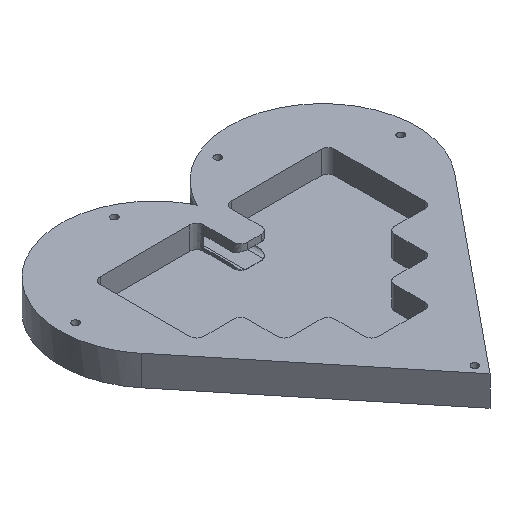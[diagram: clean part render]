
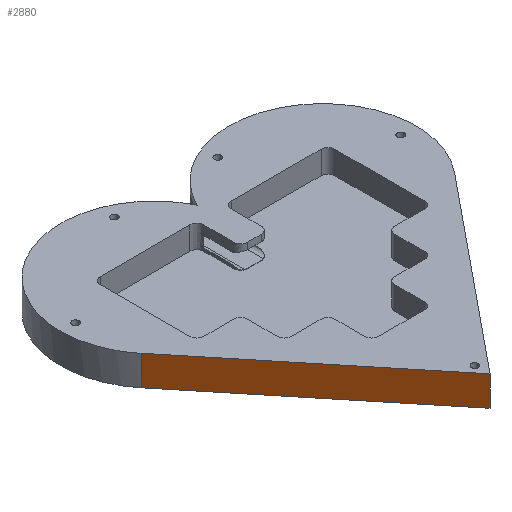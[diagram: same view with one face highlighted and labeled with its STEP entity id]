
A CAD part, isometric view. The second image highlights one B-rep face of the part: STEP entity #2880.
In plain terms, the highlighted free-form (B-spline) face has degree [1, 1] with [2, 2] control points.
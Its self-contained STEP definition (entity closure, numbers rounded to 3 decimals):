
#3 = CARTESIAN_POINT ('', (-14538.015, 8322.038, 13.));
#4 = VERTEX_POINT ('', #3);
#57 = CARTESIAN_POINT ('', (-14469.846, 8238.429, 13.));
#58 = VERTEX_POINT ('', #57);
#59 = CARTESIAN_POINT ('', (-14538.015, 8322.038, 13.));
#60 = CARTESIAN_POINT ('', (-14515.292, 8294.168, 13.));
#61 = CARTESIAN_POINT ('', (-14492.569, 8266.299, 13.));
#62 = CARTESIAN_POINT ('', (-14469.846, 8238.429, 13.));
#63 = B_SPLINE_CURVE_WITH_KNOTS ('', 3, (#59, #60, #61, #62), .UNSPECIFIED., .F., .U., (4, 4), (0., 1.), .UNSPECIFIED.);
#64 = EDGE_CURVE ('', #4, #58, #63, .T.);
#2558 = CARTESIAN_POINT ('', (-14538.015, 8322.038, 0.));
#2559 = VERTEX_POINT ('', #2558);
#2612 = CARTESIAN_POINT ('', (-14538.015, 8322.038, 0.));
#2613 = CARTESIAN_POINT ('', (-14538.015, 8322.038, 13.));
#2614 = B_SPLINE_CURVE_WITH_KNOTS ('', 1, (#2612, #2613), .UNSPECIFIED., .F., .U., (2, 2), (0., 1.), .UNSPECIFIED.);
#2615 = EDGE_CURVE ('', #2559, #4, #2614, .T.);
#2831 = CARTESIAN_POINT ('', (-14469.846, 8238.429, 0.));
#2832 = VERTEX_POINT ('', #2831);
#2838 = CARTESIAN_POINT ('', (-14469.846, 8238.429, 0.));
#2839 = CARTESIAN_POINT ('', (-14492.569, 8266.299, 0.));
#2840 = CARTESIAN_POINT ('', (-14515.292, 8294.168, 0.));
#2841 = CARTESIAN_POINT ('', (-14538.015, 8322.038, 0.));
#2842 = B_SPLINE_CURVE_WITH_KNOTS ('', 3, (#2838, #2839, #2840, #2841), .UNSPECIFIED., .F., .U., (4, 4), (0., 1.), .UNSPECIFIED.);
#2843 = EDGE_CURVE ('', #2832, #2559, #2842, .T.);
#2853 = CARTESIAN_POINT ('', (-14469.846, 8238.429, 0.));
#2854 = CARTESIAN_POINT ('', (-14469.846, 8238.429, 13.));
#2855 = B_SPLINE_CURVE_WITH_KNOTS ('', 1, (#2853, #2854), .UNSPECIFIED., .F., .U., (2, 2), (0., 1.), .UNSPECIFIED.);
#2856 = EDGE_CURVE ('', #2832, #58, #2855, .T.);
#2869 = ORIENTED_EDGE ('', *, *, #2615, .F.);
#2870 = ORIENTED_EDGE ('', *, *, #2843, .F.);
#2871 = ORIENTED_EDGE ('', *, *, #2856, .T.);
#2872 = ORIENTED_EDGE ('', *, *, #64, .F.);
#2873 = EDGE_LOOP ('', (#2869, #2870, #2871, #2872));
#2874 = FACE_OUTER_BOUND ('', #2873, .T.);
#2875 = CARTESIAN_POINT ('', (-14538.015, 8322.038, 0.));
#2876 = CARTESIAN_POINT ('', (-14538.015, 8322.038, 13.));
#2877 = CARTESIAN_POINT ('', (-14469.846, 8238.429, 0.));
#2878 = CARTESIAN_POINT ('', (-14469.846, 8238.429, 13.));
#2879 = B_SPLINE_SURFACE_WITH_KNOTS ('', 1, 1, ((#2875, #2876), (#2877, #2878)), .UNSPECIFIED., .F., .F., .U., (2, 2), (2, 2), (0., 1.), (0., 1.), .UNSPECIFIED.);
#2880 = ADVANCED_FACE ('', (#2874), #2879, .T.);
